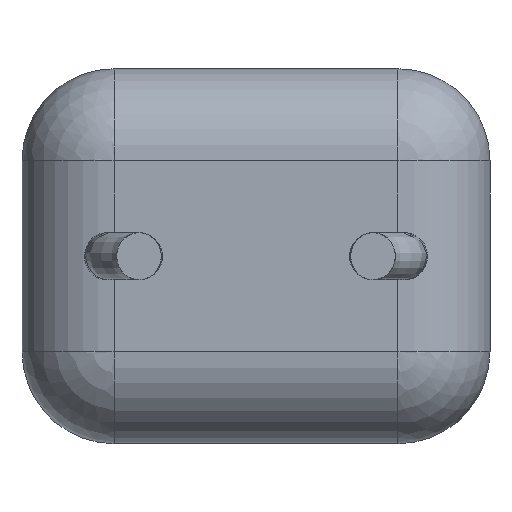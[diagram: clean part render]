
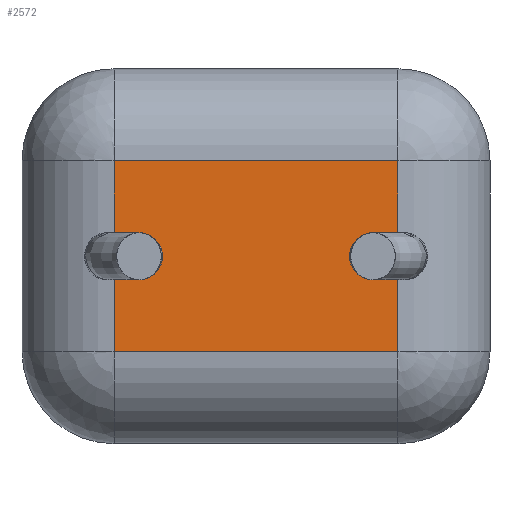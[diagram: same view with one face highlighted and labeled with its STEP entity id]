
A CAD part, front view. The second image highlights one B-rep face of the part: STEP entity #2572.
In plain terms, the highlighted planar face has unit normal (0, -1, 0).
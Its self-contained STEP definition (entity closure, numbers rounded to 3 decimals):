
#215 = DIRECTION ( 'NONE',  ( 0., -1., 0. ) ) ;
#412 = CARTESIAN_POINT ( 'NONE',  ( 3.81, 0., 2.035 ) ) ;
#1275 = CARTESIAN_POINT ( 'NONE',  ( 4.08, 0., 3.07 ) ) ;
#1279 = EDGE_CURVE ( 'NONE', #3254, #10630, #2925, .T. ) ;
#1301 = DIRECTION ( 'NONE',  ( 0., 0., -1. ) ) ;
#1342 = EDGE_CURVE ( 'NONE', #6845, #1895, #10730, .T. ) ;
#1496 = EDGE_CURVE ( 'NONE', #2281, #4733, #4737, .T. ) ;
#1520 = CARTESIAN_POINT ( 'NONE',  ( 1., 0., 3.07 ) ) ;
#1635 = ORIENTED_EDGE ( 'NONE', *, *, #1496, .T. ) ;
#1858 = AXIS2_PLACEMENT_3D ( 'NONE', #9160, #7331, #4765 ) ;
#1891 = LINE ( 'NONE', #10900, #4664 ) ;
#1895 = VERTEX_POINT ( 'NONE', #3065 ) ;
#2062 = DIRECTION ( 'NONE',  ( 0., 0., -1. ) ) ;
#2104 = CARTESIAN_POINT ( 'NONE',  ( 4.08, 0., 4.07 ) ) ;
#2119 = CARTESIAN_POINT ( 'NONE',  ( 0., 0., 4.07 ) ) ;
#2222 = VECTOR ( 'NONE', #9035, 1000. ) ;
#2281 = VERTEX_POINT ( 'NONE', #6245 ) ;
#2418 = ORIENTED_EDGE ( 'NONE', *, *, #8030, .T. ) ;
#2572 = ADVANCED_FACE ( 'NONE', ( #9554, #10685, #6241 ), #5784, .F. ) ;
#2594 = VECTOR ( 'NONE', #5805, 1000. ) ;
#2778 = CARTESIAN_POINT ( 'NONE',  ( 3.81, 0., 2.29 ) ) ;
#2893 = ORIENTED_EDGE ( 'NONE', *, *, #1279, .T. ) ;
#2925 = CIRCLE ( 'NONE', #4518, 0.255 ) ;
#3016 = LINE ( 'NONE', #2104, #2594 ) ;
#3052 = DIRECTION ( 'NONE',  ( 0., 1., 0. ) ) ;
#3065 = CARTESIAN_POINT ( 'NONE',  ( 1.27, 0., 2.29 ) ) ;
#3091 = AXIS2_PLACEMENT_3D ( 'NONE', #10683, #215, #3656 ) ;
#3254 = VERTEX_POINT ( 'NONE', #2778 ) ;
#3468 = AXIS2_PLACEMENT_3D ( 'NONE', #2119, #3052, #7682 ) ;
#3592 = ORIENTED_EDGE ( 'NONE', *, *, #10791, .F. ) ;
#3616 = CARTESIAN_POINT ( 'NONE',  ( 0., 0., 1. ) ) ;
#3652 = AXIS2_PLACEMENT_3D ( 'NONE', #5846, #5881, #8611 ) ;
#3656 = DIRECTION ( 'NONE',  ( 0., 0., -1. ) ) ;
#3739 = EDGE_CURVE ( 'NONE', #4733, #8240, #3016, .T. ) ;
#4518 = AXIS2_PLACEMENT_3D ( 'NONE', #412, #6593, #1301 ) ;
#4664 = VECTOR ( 'NONE', #2062, 1000. ) ;
#4733 = VERTEX_POINT ( 'NONE', #10679 ) ;
#4737 = LINE ( 'NONE', #3616, #2222 ) ;
#4765 = DIRECTION ( 'NONE',  ( 0., 0., -1. ) ) ;
#4853 = DIRECTION ( 'NONE',  ( -1., 0., 0. ) ) ;
#4921 = EDGE_CURVE ( 'NONE', #5531, #2281, #1891, .T. ) ;
#5531 = VERTEX_POINT ( 'NONE', #1520 ) ;
#5627 = ORIENTED_EDGE ( 'NONE', *, *, #7135, .T. ) ;
#5784 = PLANE ( 'NONE',  #3468 ) ;
#5805 = DIRECTION ( 'NONE',  ( 0., 0., 1. ) ) ;
#5846 = CARTESIAN_POINT ( 'NONE',  ( 1.27, 0., 2.035 ) ) ;
#5881 = DIRECTION ( 'NONE',  ( 0., -1., 0. ) ) ;
#6170 = CARTESIAN_POINT ( 'NONE',  ( 1.27, 0., 1.78 ) ) ;
#6241 = FACE_BOUND ( 'NONE', #7977, .T. ) ;
#6245 = CARTESIAN_POINT ( 'NONE',  ( 1., 0., 1. ) ) ;
#6593 = DIRECTION ( 'NONE',  ( 0., 1., 0. ) ) ;
#6845 = VERTEX_POINT ( 'NONE', #6170 ) ;
#7135 = EDGE_CURVE ( 'NONE', #10630, #3254, #9718, .T. ) ;
#7331 = DIRECTION ( 'NONE',  ( 0., 1., 0. ) ) ;
#7413 = CARTESIAN_POINT ( 'NONE',  ( 1., 0., 3.07 ) ) ;
#7682 = DIRECTION ( 'NONE',  ( 0., 0., 1. ) ) ;
#7977 = EDGE_LOOP ( 'NONE', ( #10339, #3592 ) ) ;
#8030 = EDGE_CURVE ( 'NONE', #8240, #5531, #10920, .T. ) ;
#8240 = VERTEX_POINT ( 'NONE', #1275 ) ;
#8496 = EDGE_LOOP ( 'NONE', ( #5627, #2893 ) ) ;
#8611 = DIRECTION ( 'NONE',  ( 0., 0., -1. ) ) ;
#8650 = ORIENTED_EDGE ( 'NONE', *, *, #4921, .T. ) ;
#8697 = ORIENTED_EDGE ( 'NONE', *, *, #3739, .T. ) ;
#8945 = EDGE_LOOP ( 'NONE', ( #8650, #1635, #8697, #2418 ) ) ;
#9035 = DIRECTION ( 'NONE',  ( 1., 0., 0. ) ) ;
#9160 = CARTESIAN_POINT ( 'NONE',  ( 3.81, 0., 2.035 ) ) ;
#9196 = CARTESIAN_POINT ( 'NONE',  ( 3.81, 0., 1.78 ) ) ;
#9554 = FACE_BOUND ( 'NONE', #8496, .T. ) ;
#9603 = CIRCLE ( 'NONE', #3652, 0.255 ) ;
#9718 = CIRCLE ( 'NONE', #1858, 0.255 ) ;
#10074 = VECTOR ( 'NONE', #4853, 1000. ) ;
#10339 = ORIENTED_EDGE ( 'NONE', *, *, #1342, .F. ) ;
#10630 = VERTEX_POINT ( 'NONE', #9196 ) ;
#10679 = CARTESIAN_POINT ( 'NONE',  ( 4.08, 0., 1. ) ) ;
#10683 = CARTESIAN_POINT ( 'NONE',  ( 1.27, 0., 2.035 ) ) ;
#10685 = FACE_OUTER_BOUND ( 'NONE', #8945, .T. ) ;
#10730 = CIRCLE ( 'NONE', #3091, 0.255 ) ;
#10791 = EDGE_CURVE ( 'NONE', #1895, #6845, #9603, .T. ) ;
#10900 = CARTESIAN_POINT ( 'NONE',  ( 1., 0., 4.07 ) ) ;
#10920 = LINE ( 'NONE', #7413, #10074 ) ;
